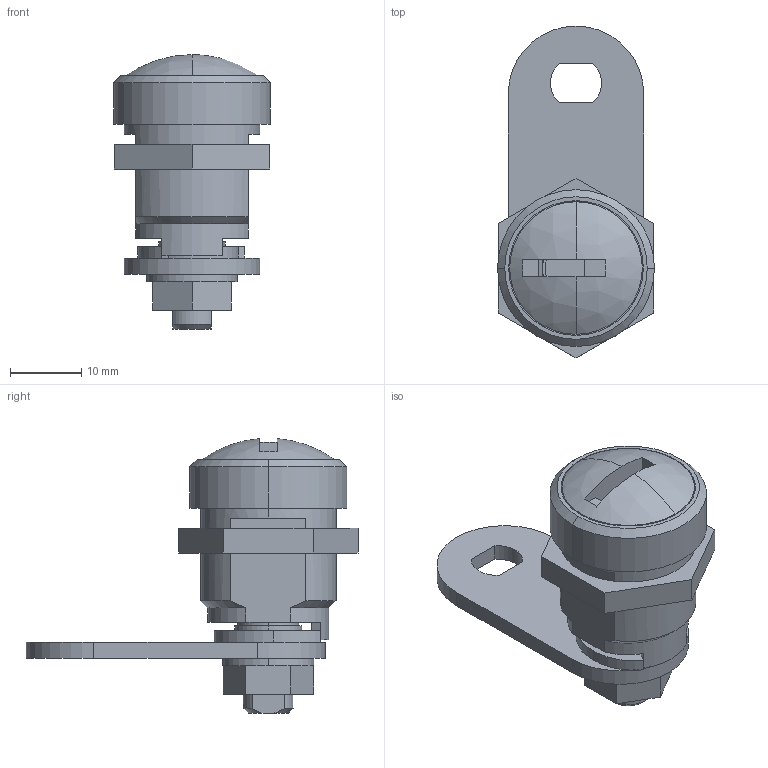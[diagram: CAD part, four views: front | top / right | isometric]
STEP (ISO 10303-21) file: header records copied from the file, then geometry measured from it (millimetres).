
FILE_DESCRIPTION (( 'STEP AP203' ), '1' );
FILE_NAME ('C-365-SD.STEP', '2009-10-29T05:01:21', ( ' ' ), ( ' ' ), 'SwSTEP 2.0', 'SolidWorks 2007', '' );
FILE_SCHEMA (( 'CONFIG_CONTROL_DESIGN' ));
Length unit declared in the file: millimetre
Products named in the file (8): C-365-SD僴僂僕儞僌__棉太倌; C-365-SD帟晅嵗嬥__棉太倌; C-365-SD取付ナット__ﾃﾞﾌｫﾙﾄ; C-365-SD; C-365-SD儘乕僞乕__棉太倌; C-365-SD戝僫僢僩__棉太倌; C-365-SD僇儉__棉太倌; C-365-SD巭傔嬥__棉太倌
Assembly tree (7 placements, depth 2):
  C-365-SD
    C-365-SD儘乕僞乕__棉太倌
    C-365-SD戝僫僢僩__棉太倌
    C-365-SD巭傔嬥__棉太倌
    C-365-SD僴僂僕儞僌__棉太倌
    C-365-SD取付ナット__ﾃﾞﾌｫﾙﾄ
    C-365-SD僇儉__棉太倌
    C-365-SD帟晅嵗嬥__棉太倌
Bounding box: 22 x 46.59 x 38.55 mm (x, y, z)
Volume: 9544.2 mm3; surface area: 8030.6 mm2
Topology: 7 solids, 7 shells, 164 faces, 436 edges, 290 vertices
Faces by surface type: plane 104, cylinder 52, cone 6, sphere 2
Entity records: 6010 total; most frequent: CARTESIAN_POINT 932, DIRECTION 904, ORIENTED_EDGE 872, EDGE_CURVE 436, AXIS2_PLACEMENT_3D 302, LINE 300, VECTOR 300, VERTEX_POINT 290
